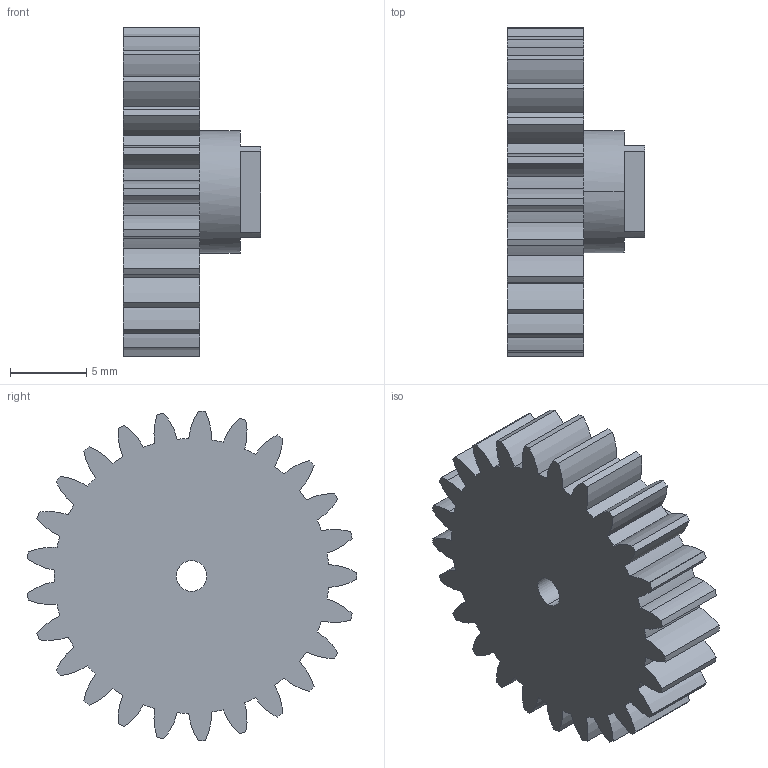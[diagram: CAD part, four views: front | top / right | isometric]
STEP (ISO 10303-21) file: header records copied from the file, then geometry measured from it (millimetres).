
FILE_DESCRIPTION (( 'STEP AP203' ), '1' );
FILE_NAME ('10.) Arm Gear 2.0.STEP', '2023-08-09T18:53:46', ( '' ), ( '' ), 'SwSTEP 2.0', 'SolidWorks 2023', '' );
FILE_SCHEMA (( 'CONFIG_CONTROL_DESIGN' ));
Length unit declared in the file: millimetre
Products named in the file (1): 10.) Arm Gear 2.0
Bounding box: 9 x 21.54 x 21.58 mm (x, y, z)
Volume: 1680 mm3; surface area: 1391.1 mm2
Topology: 1 solids, 1 shells, 119 faces, 348 edges, 232 vertices
Faces by surface type: cylinder 108, plane 11
Entity records: 4167 total; most frequent: DIRECTION 812, CARTESIAN_POINT 700, ORIENTED_EDGE 696, EDGE_CURVE 348, AXIS2_PLACEMENT_3D 344, VERTEX_POINT 232, CIRCLE 224, LINE 124
